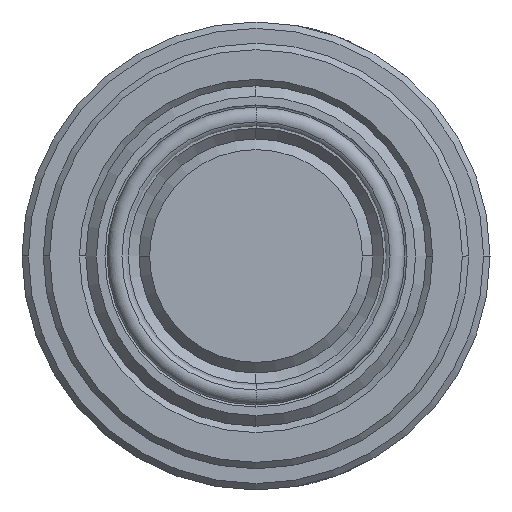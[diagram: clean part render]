
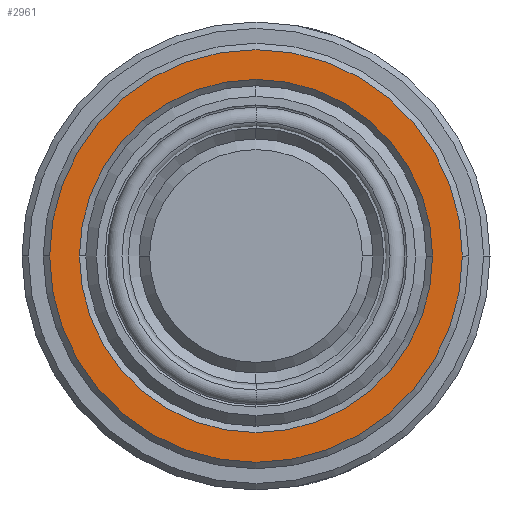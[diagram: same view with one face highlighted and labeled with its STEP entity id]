
A CAD part, front view. The second image highlights one B-rep face of the part: STEP entity #2961.
In plain terms, the highlighted face is planar.
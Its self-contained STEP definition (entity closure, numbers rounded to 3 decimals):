
#182 = CIRCLE ( 'NONE', #8601, 8.3 ) ;
#308 = ORIENTED_EDGE ( 'NONE', *, *, #5131, .T. ) ;
#831 = DIRECTION ( 'NONE',  ( 0., 0., 1. ) ) ;
#896 = EDGE_CURVE ( 'NONE', #10214, #6583, #5260, .T. ) ;
#1549 = ORIENTED_EDGE ( 'NONE', *, *, #2873, .T. ) ;
#1659 = DIRECTION ( 'NONE',  ( 1., 0., 0. ) ) ;
#1750 = DIRECTION ( 'NONE',  ( 1., 0., 0. ) ) ;
#2618 = CARTESIAN_POINT ( 'NONE',  ( -9.7, 0., 32. ) ) ;
#2873 = EDGE_CURVE ( 'NONE', #3922, #3473, #182, .T. ) ;
#2961 = ADVANCED_FACE ( 'NONE', ( #6398, #4218 ), #12000, .T. ) ;
#3088 = CIRCLE ( 'NONE', #6693, 9.7 ) ;
#3224 = AXIS2_PLACEMENT_3D ( 'NONE', #6696, #13710, #14763 ) ;
#3406 = EDGE_LOOP ( 'NONE', ( #11893, #308 ) ) ;
#3473 = VERTEX_POINT ( 'NONE', #4918 ) ;
#3633 = CARTESIAN_POINT ( 'NONE',  ( 9.7, 0., 32. ) ) ;
#3922 = VERTEX_POINT ( 'NONE', #8556 ) ;
#4218 = FACE_BOUND ( 'NONE', #6015, .T. ) ;
#4918 = CARTESIAN_POINT ( 'NONE',  ( -8.3, 0., 32. ) ) ;
#5131 = EDGE_CURVE ( 'NONE', #6583, #10214, #3088, .T. ) ;
#5260 = CIRCLE ( 'NONE', #5822, 9.7 ) ;
#5822 = AXIS2_PLACEMENT_3D ( 'NONE', #9073, #11258, #13453 ) ;
#6015 = EDGE_LOOP ( 'NONE', ( #1549, #13791 ) ) ;
#6398 = FACE_OUTER_BOUND ( 'NONE', #3406, .T. ) ;
#6583 = VERTEX_POINT ( 'NONE', #3633 ) ;
#6601 = CIRCLE ( 'NONE', #3224, 8.3 ) ;
#6693 = AXIS2_PLACEMENT_3D ( 'NONE', #12560, #12084, #1750 ) ;
#6696 = CARTESIAN_POINT ( 'NONE',  ( 0., 0., 32. ) ) ;
#8556 = CARTESIAN_POINT ( 'NONE',  ( 8.3, 0., 32. ) ) ;
#8601 = AXIS2_PLACEMENT_3D ( 'NONE', #9598, #10790, #11848 ) ;
#8638 = EDGE_CURVE ( 'NONE', #3473, #3922, #6601, .T. ) ;
#9073 = CARTESIAN_POINT ( 'NONE',  ( 0., 0., 32. ) ) ;
#9598 = CARTESIAN_POINT ( 'NONE',  ( 0., 0., 32. ) ) ;
#10214 = VERTEX_POINT ( 'NONE', #2618 ) ;
#10790 = DIRECTION ( 'NONE',  ( 0., 0., -1. ) ) ;
#11258 = DIRECTION ( 'NONE',  ( 0., 0., 1. ) ) ;
#11848 = DIRECTION ( 'NONE',  ( 1., 0., 0. ) ) ;
#11893 = ORIENTED_EDGE ( 'NONE', *, *, #896, .T. ) ;
#12000 = PLANE ( 'NONE',  #12698 ) ;
#12084 = DIRECTION ( 'NONE',  ( 0., 0., 1. ) ) ;
#12560 = CARTESIAN_POINT ( 'NONE',  ( 0., 0., 32. ) ) ;
#12698 = AXIS2_PLACEMENT_3D ( 'NONE', #14557, #831, #1659 ) ;
#13453 = DIRECTION ( 'NONE',  ( 1., 0., 0. ) ) ;
#13710 = DIRECTION ( 'NONE',  ( 0., 0., -1. ) ) ;
#13791 = ORIENTED_EDGE ( 'NONE', *, *, #8638, .T. ) ;
#14557 = CARTESIAN_POINT ( 'NONE',  ( 0., 0., 32. ) ) ;
#14763 = DIRECTION ( 'NONE',  ( 1., 0., 0. ) ) ;
